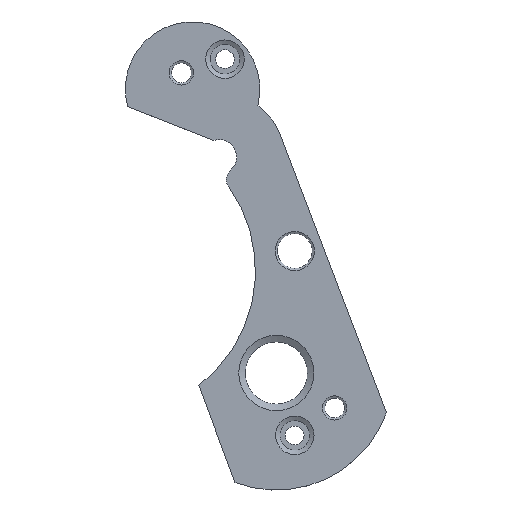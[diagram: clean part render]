
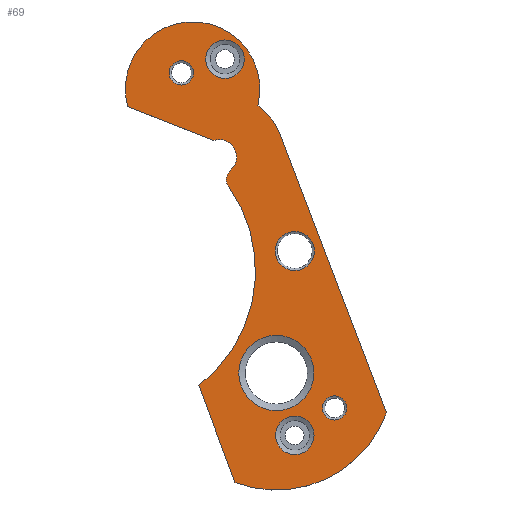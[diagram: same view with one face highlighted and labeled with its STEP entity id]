
A CAD part, top view. The second image highlights one B-rep face of the part: STEP entity #69.
In plain terms, the highlighted planar face has unit normal (0, 0, 1).
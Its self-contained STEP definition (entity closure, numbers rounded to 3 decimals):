
#69=ADVANCED_FACE('',(#211,#213,#215,#217,#219,#221,#223),#225,.T.);
#211=FACE_BOUND('',#212,.T.);
#212=EDGE_LOOP('',(#451,#452,#453,#454,#455,#456,#457,#458,#459,#460));
#213=FACE_BOUND('',#214,.T.);
#214=EDGE_LOOP('',(#461));
#215=FACE_BOUND('',#216,.T.);
#216=EDGE_LOOP('',(#462));
#217=FACE_BOUND('',#218,.T.);
#218=EDGE_LOOP('',(#463));
#219=FACE_BOUND('',#220,.T.);
#220=EDGE_LOOP('',(#464));
#221=FACE_BOUND('',#222,.T.);
#222=EDGE_LOOP('',(#465));
#223=FACE_BOUND('',#224,.T.);
#224=EDGE_LOOP('',(#466));
#225=PLANE('',#226);
#226=AXIS2_PLACEMENT_3D('',#227,#228,#229);
#227=CARTESIAN_POINT('',(0.,0.,0.55));
#228=DIRECTION('',(0.,0.,1.));
#229=DIRECTION('',(1.,0.,0.));
#451=ORIENTED_EDGE('',*,*,#523,.F.);
#452=ORIENTED_EDGE('',*,*,#527,.F.);
#453=ORIENTED_EDGE('',*,*,#530,.F.);
#454=ORIENTED_EDGE('',*,*,#533,.T.);
#455=ORIENTED_EDGE('',*,*,#536,.F.);
#456=ORIENTED_EDGE('',*,*,#539,.F.);
#457=ORIENTED_EDGE('',*,*,#542,.T.);
#458=ORIENTED_EDGE('',*,*,#545,.T.);
#459=ORIENTED_EDGE('',*,*,#548,.T.);
#460=ORIENTED_EDGE('',*,*,#550,.T.);
#461=ORIENTED_EDGE('',*,*,#569,.F.);
#462=ORIENTED_EDGE('',*,*,#570,.F.);
#463=ORIENTED_EDGE('',*,*,#571,.F.);
#464=ORIENTED_EDGE('',*,*,#572,.F.);
#465=ORIENTED_EDGE('',*,*,#573,.F.);
#466=ORIENTED_EDGE('',*,*,#574,.F.);
#523=EDGE_CURVE('',#588,#590,#591,.T.);
#527=EDGE_CURVE('',#595,#588,#597,.T.);
#530=EDGE_CURVE('',#600,#595,#602,.T.);
#533=EDGE_CURVE('',#600,#605,#607,.T.);
#536=EDGE_CURVE('',#610,#605,#612,.T.);
#539=EDGE_CURVE('',#615,#610,#617,.T.);
#542=EDGE_CURVE('',#615,#620,#622,.T.);
#545=EDGE_CURVE('',#620,#625,#627,.T.);
#548=EDGE_CURVE('',#625,#630,#632,.T.);
#550=EDGE_CURVE('',#630,#590,#634,.T.);
#569=EDGE_CURVE('',#671,#671,#672,.T.);
#570=EDGE_CURVE('',#673,#673,#674,.T.);
#571=EDGE_CURVE('',#675,#675,#676,.T.);
#572=EDGE_CURVE('',#677,#677,#678,.T.);
#573=EDGE_CURVE('',#679,#679,#680,.T.);
#574=EDGE_CURVE('',#681,#681,#682,.T.);
#588=VERTEX_POINT('',#708);
#590=VERTEX_POINT('',#712);
#591=LINE('',#713,#714);
#595=VERTEX_POINT('',#724);
#597=CIRCLE('',#728,0.7);
#600=VERTEX_POINT('',#736);
#602=LINE('',#740,#741);
#605=VERTEX_POINT('',#748);
#607=CIRCLE('',#752,0.5);
#610=VERTEX_POINT('',#761);
#612=CIRCLE('',#765,5.8);
#615=VERTEX_POINT('',#773);
#617=LINE('',#777,#778);
#620=VERTEX_POINT('',#785);
#622=CIRCLE('',#789,4.7);
#625=VERTEX_POINT('',#797);
#627=LINE('',#801,#802);
#630=VERTEX_POINT('',#809);
#632=CIRCLE('',#813,2.6);
#634=CIRCLE('',#821,2.7);
#671=VERTEX_POINT('',#1319);
#672=CIRCLE('',#1320,0.487);
#673=VERTEX_POINT('',#1324);
#674=CIRCLE('',#1325,0.773);
#675=VERTEX_POINT('',#1329);
#676=CIRCLE('',#1330,0.487);
#677=VERTEX_POINT('',#1334);
#678=CIRCLE('',#1335,0.787);
#679=VERTEX_POINT('',#1339);
#680=CIRCLE('',#1340,1.51);
#681=VERTEX_POINT('',#1344);
#682=CIRCLE('',#1345,0.773);
#708=CARTESIAN_POINT('',(96.75,104.438,0.55));
#712=CARTESIAN_POINT('',(93.292,105.8,0.55));
#713=CARTESIAN_POINT('',(96.75,104.438,0.55));
#714=VECTOR('',#715,1.);
#715=DIRECTION('',(-0.93,0.366,0.));
#724=CARTESIAN_POINT('',(97.433,103.25,0.55));
#728=AXIS2_PLACEMENT_3D('',#729,#730,#731);
#729=CARTESIAN_POINT('',(96.968,103.773,0.55));
#730=DIRECTION('',(0.,0.,1.));
#731=DIRECTION('',(0.665,-0.747,0.));
#736=CARTESIAN_POINT('',(97.423,103.241,0.55));
#740=CARTESIAN_POINT('',(97.423,103.241,0.55));
#741=VECTOR('',#742,1.);
#742=DIRECTION('',(0.747,0.665,0.));
#748=CARTESIAN_POINT('',(97.343,102.583,0.55));
#752=AXIS2_PLACEMENT_3D('',#753,#754,#755);
#753=CARTESIAN_POINT('',(97.755,102.867,0.55));
#754=DIRECTION('',(0.,0.,1.));
#755=DIRECTION('',(-0.665,0.747,0.));
#761=CARTESIAN_POINT('',(96.153,94.6,0.55));
#765=AXIS2_PLACEMENT_3D('',#766,#767,#768);
#766=CARTESIAN_POINT('',(92.628,99.206,0.55));
#767=DIRECTION('',(0.,0.,1.));
#768=DIRECTION('',(0.608,-0.794,0.));
#773=CARTESIAN_POINT('',(97.6,90.707,0.55));
#777=CARTESIAN_POINT('',(97.6,90.707,0.55));
#778=VECTOR('',#779,1.);
#779=DIRECTION('',(-0.348,0.937,0.));
#785=CARTESIAN_POINT('',(103.68,93.5,0.55));
#789=AXIS2_PLACEMENT_3D('',#790,#791,#792);
#790=CARTESIAN_POINT('',(99.262,95.103,0.55));
#791=DIRECTION('',(0.,0.,1.));
#792=DIRECTION('',(-0.354,-0.935,0.));
#797=CARTESIAN_POINT('',(99.396,104.702,0.55));
#801=CARTESIAN_POINT('',(103.68,93.5,0.55));
#802=VECTOR('',#803,1.);
#803=DIRECTION('',(-0.357,0.934,0.));
#809=CARTESIAN_POINT('',(98.522,105.857,0.55));
#813=AXIS2_PLACEMENT_3D('',#814,#815,#816);
#814=CARTESIAN_POINT('',(96.968,103.773,0.55));
#815=DIRECTION('',(0.,0.,1.));
#816=DIRECTION('',(0.934,0.357,0.));
#821=AXIS2_PLACEMENT_3D('',#822,#823,#824);
#822=CARTESIAN_POINT('',(95.9,106.5,0.55));
#823=DIRECTION('',(0.,0.,1.));
#824=DIRECTION('',(0.971,-0.238,0.));
#1319=CARTESIAN_POINT('',(95.937,107.15,0.55));
#1320=AXIS2_PLACEMENT_3D('',#1321,#1322,#1323);
#1321=CARTESIAN_POINT('',(95.45,107.15,0.55));
#1322=DIRECTION('',(0.,0.,1.));
#1323=DIRECTION('',(1.,0.,0.));
#1324=CARTESIAN_POINT('',(100.773,92.6,0.55));
#1325=AXIS2_PLACEMENT_3D('',#1326,#1327,#1328);
#1326=CARTESIAN_POINT('',(100.,92.6,0.55));
#1327=DIRECTION('',(0.,0.,1.));
#1328=DIRECTION('',(1.,0.,0.));
#1329=CARTESIAN_POINT('',(102.087,93.7,0.55));
#1330=AXIS2_PLACEMENT_3D('',#1331,#1332,#1333);
#1331=CARTESIAN_POINT('',(101.6,93.7,0.55));
#1332=DIRECTION('',(0.,0.,1.));
#1333=DIRECTION('',(1.,0.,0.));
#1334=CARTESIAN_POINT('',(100.787,100.,0.55));
#1335=AXIS2_PLACEMENT_3D('',#1336,#1337,#1338);
#1336=CARTESIAN_POINT('',(100.,100.,0.55));
#1337=DIRECTION('',(0.,0.,1.));
#1338=DIRECTION('',(1.,0.,0.));
#1339=CARTESIAN_POINT('',(100.772,95.103,0.55));
#1340=AXIS2_PLACEMENT_3D('',#1341,#1342,#1343);
#1341=CARTESIAN_POINT('',(99.262,95.103,0.55));
#1342=DIRECTION('',(0.,0.,1.));
#1343=DIRECTION('',(1.,0.,0.));
#1344=CARTESIAN_POINT('',(97.973,107.7,0.55));
#1345=AXIS2_PLACEMENT_3D('',#1346,#1347,#1348);
#1346=CARTESIAN_POINT('',(97.2,107.7,0.55));
#1347=DIRECTION('',(0.,0.,1.));
#1348=DIRECTION('',(1.,0.,0.));
